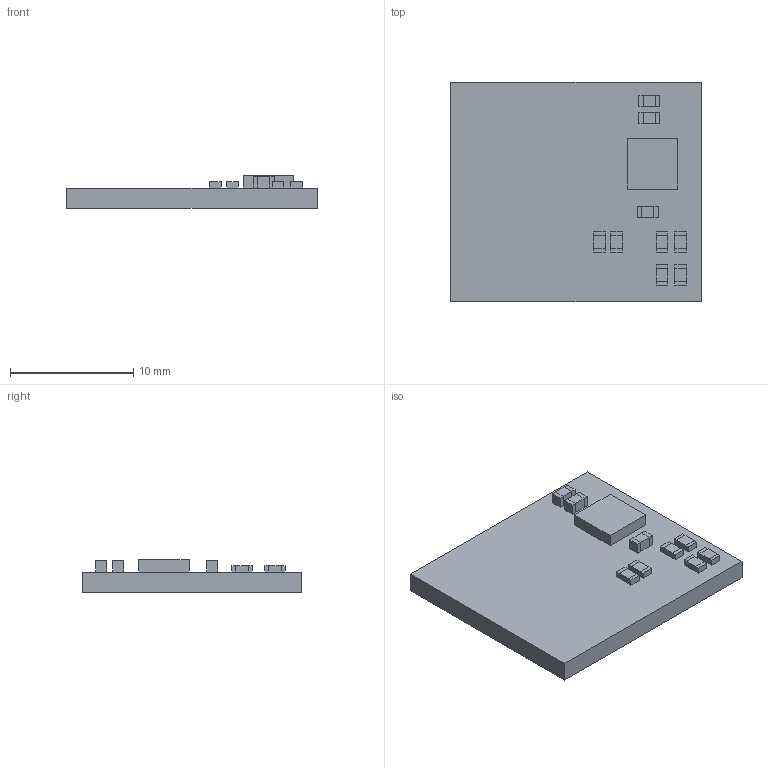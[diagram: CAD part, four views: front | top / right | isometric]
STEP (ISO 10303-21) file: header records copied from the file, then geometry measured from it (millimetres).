
FILE_DESCRIPTION(('Open CASCADE Model'),'2;1');
FILE_NAME('Open CASCADE Shape Model','2018-04-23T21:07:27',('Author'),( 'Open CASCADE'),'Open CASCADE STEP processor 6.5','Open CASCADE 6.5' ,'Unknown');
FILE_SCHEMA(('AUTOMOTIVE_DESIGN { 1 0 10303 214 1 1 1 1 }'));
Length unit declared in the file: millimetre
Products named in the file (22): PCB; Board; C1; 1175837712; Extruded; 1175837456; C2; C3; R1; 1189095296; 1189094912; R2; R3; R4; R5; R6; U1; 1176252128
Assembly tree (44 placements, depth 4):
  PCB
    Board
    C1
      1175837712  x2
        Extruded
      1175837456
        Extruded
    C2
      1175837712  x2
        Extruded
      1175837456
        Extruded
    C3
      1175837712  x2
        Extruded
      1175837456
        Extruded
    R1
      1189095296  x2
        Extruded
      1189094912
        Extruded
    R2
      1189095296  x2
        Extruded
      1189094912
        Extruded
    R3
      1189095296  x2
        Extruded
      1189094912
        Extruded
    R4
      1189095296  x2
        Extruded
      1189094912
        Extruded
    R5
      1189095296  x2
        Extruded
      1189094912
        Extruded
    R6
      1189095296  x2
        Extruded
      1189094912
        Extruded
    U1
      1176252128
        Extruded
Bounding box: 20.32 x 17.78 x 2.65 mm (x, y, z)
Volume: 620.3 mm3; surface area: 976.8 mm2
Topology: 29 solids, 29 shells, 174 faces, 348 edges, 232 vertices
Faces by surface type: plane 174
Entity records: 2478 total; most frequent: DIRECTION 378, CARTESIAN_POINT 345, LINE 216, VECTOR 216, ORIENTED_EDGE 144, PCURVE 144, DEFINITIONAL_REPRESENTATION 144, AXIS2_PLACEMENT_3D 81
